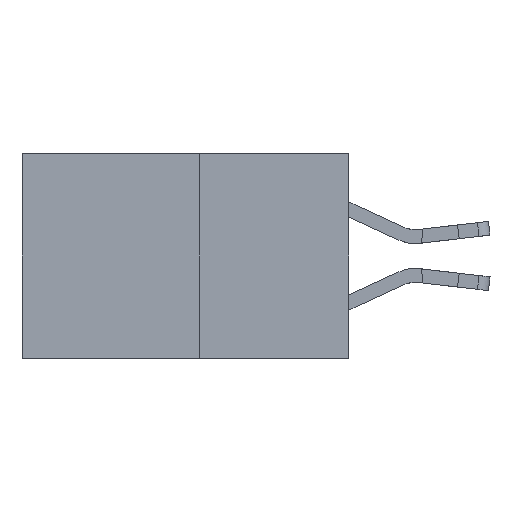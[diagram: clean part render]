
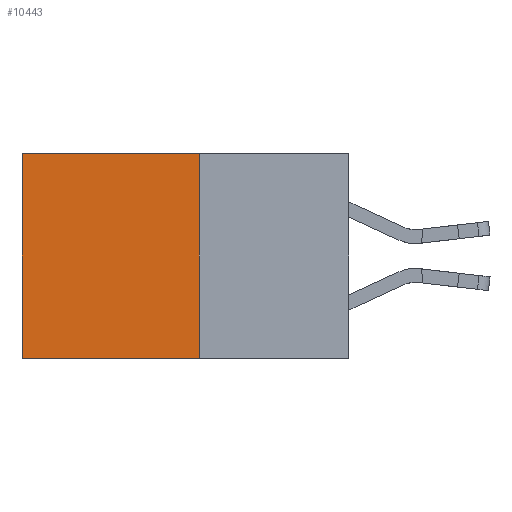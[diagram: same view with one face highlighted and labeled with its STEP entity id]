
A CAD part, left-side view. The second image highlights one B-rep face of the part: STEP entity #10443.
In plain terms, the highlighted planar face has unit normal (-1, 0, 0).
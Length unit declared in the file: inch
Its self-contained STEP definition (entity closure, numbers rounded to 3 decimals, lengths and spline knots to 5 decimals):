
#80 = DIRECTION ( 'NONE',  ( 0., 1., 0. ) ) ;
#458 = DIRECTION ( 'NONE',  ( 0., 0., -1. ) ) ;
#867 = LINE ( 'NONE', #13275, #3844 ) ;
#1650 = EDGE_CURVE ( 'NONE', #8653, #11239, #13224, .T. ) ;
#2110 = EDGE_CURVE ( 'NONE', #11239, #2945, #5680, .T. ) ;
#2479 = DIRECTION ( 'NONE',  ( 0., 1., 0. ) ) ;
#2945 = VERTEX_POINT ( 'NONE', #7788 ) ;
#3657 = EDGE_CURVE ( 'NONE', #12790, #2945, #867, .T. ) ;
#3844 = VECTOR ( 'NONE', #2479, 39.37008 ) ;
#4223 = CARTESIAN_POINT ( 'NONE',  ( 0.277, 0.27, 0. ) ) ;
#4397 = DIRECTION ( 'NONE',  ( 0., 0., -1. ) ) ;
#4432 = ORIENTED_EDGE ( 'NONE', *, *, #3657, .F. ) ;
#4704 = VECTOR ( 'NONE', #80, 39.37008 ) ;
#5018 = CARTESIAN_POINT ( 'NONE',  ( 0.277, 0.59, -0.37 ) ) ;
#5680 = LINE ( 'NONE', #5018, #13819 ) ;
#5694 = DIRECTION ( 'NONE',  ( 0., 0., -1. ) ) ;
#6065 = VECTOR ( 'NONE', #5694, 39.37008 ) ;
#6279 = CARTESIAN_POINT ( 'NONE',  ( 0.277, 0.59, 0. ) ) ;
#6625 = AXIS2_PLACEMENT_3D ( 'NONE', #11743, #7457, #458 ) ;
#7457 = DIRECTION ( 'NONE',  ( 1., 0., 0. ) ) ;
#7788 = CARTESIAN_POINT ( 'NONE',  ( 0.277, 0.59, -0.37 ) ) ;
#7807 = CARTESIAN_POINT ( 'NONE',  ( 0.277, 0.27, -0.37 ) ) ;
#8653 = VERTEX_POINT ( 'NONE', #11903 ) ;
#9449 = FACE_OUTER_BOUND ( 'NONE', #13961, .T. ) ;
#10443 = ADVANCED_FACE ( 'NONE', ( #9449 ), #13793, .F. ) ;
#10945 = ORIENTED_EDGE ( 'NONE', *, *, #2110, .T. ) ;
#11239 = VERTEX_POINT ( 'NONE', #6279 ) ;
#11507 = EDGE_CURVE ( 'NONE', #8653, #12790, #13854, .T. ) ;
#11743 = CARTESIAN_POINT ( 'NONE',  ( 0.277, 0.27, -0.37 ) ) ;
#11760 = ORIENTED_EDGE ( 'NONE', *, *, #1650, .T. ) ;
#11842 = ORIENTED_EDGE ( 'NONE', *, *, #11507, .F. ) ;
#11903 = CARTESIAN_POINT ( 'NONE',  ( 0.277, 0.27, 0. ) ) ;
#12139 = CARTESIAN_POINT ( 'NONE',  ( 0.277, 0.27, -0.37 ) ) ;
#12790 = VERTEX_POINT ( 'NONE', #7807 ) ;
#13224 = LINE ( 'NONE', #4223, #4704 ) ;
#13275 = CARTESIAN_POINT ( 'NONE',  ( 0.277, 0.27, -0.37 ) ) ;
#13793 = PLANE ( 'NONE',  #6625 ) ;
#13819 = VECTOR ( 'NONE', #4397, 39.37008 ) ;
#13854 = LINE ( 'NONE', #12139, #6065 ) ;
#13961 = EDGE_LOOP ( 'NONE', ( #10945, #4432, #11842, #11760 ) ) ;
